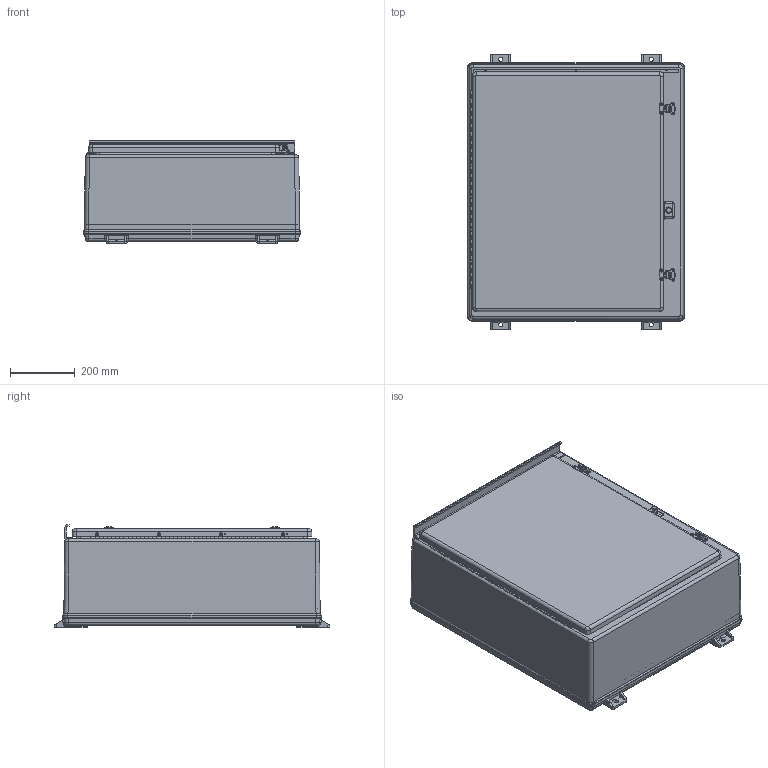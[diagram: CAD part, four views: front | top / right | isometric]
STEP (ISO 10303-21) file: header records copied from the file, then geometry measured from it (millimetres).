
FILE_DESCRIPTION (( 'STEP AP214' ), '1' );
FILE_NAME ('T302410RT.STEP', '2018-11-08T13:58:48', ( '' ), ( '' ), 'SwSTEP 2.0', 'SolidWorks 2018', '' );
FILE_SCHEMA (( 'AUTOMOTIVE_DESIGN' ));
Length unit declared in the file: inch
Products named in the file (1): T302410RT
Bounding box: 668.34 x 848.52 x 316.71 mm (x, y, z)
Volume: 10767853.9 mm3; surface area: 4319420.4 mm2
Topology: 42 solids, 42 shells, 1239 faces, 3024 edges, 1886 vertices
Faces by surface type: plane 495, cylinder 484, bspline 185, cone 48, torus 27
Full cylindrical faces by diameter (mm): 1.587 x8, 1.651 x3, 2.54 x8, 3.175 x49, 3.302 x29, 3.429 x4, 3.5 x4, 3.556 x8, 3.683 x2, 3.969 x4, 4.762 x6, 4.763 x6, 5.08 x4, 5.105 x9, 5.11 x1, 6.35 x1, 7.137 x6, 7.544 x3, 8.64 x2, 9.068 x8, 10.312 x1, 12.954 x2, 12.959 x2, 14.3 x4
Entity records: 61442 total; most frequent: CARTESIAN_POINT 17340, ORIENTED_EDGE 5458, DIRECTION 5396, EDGE_CURVE 2729, AXIS2_PLACEMENT_3D 2005, VERTEX_POINT 1847, EDGE_LOOP 1770, FACE_OUTER_BOUND 1449
